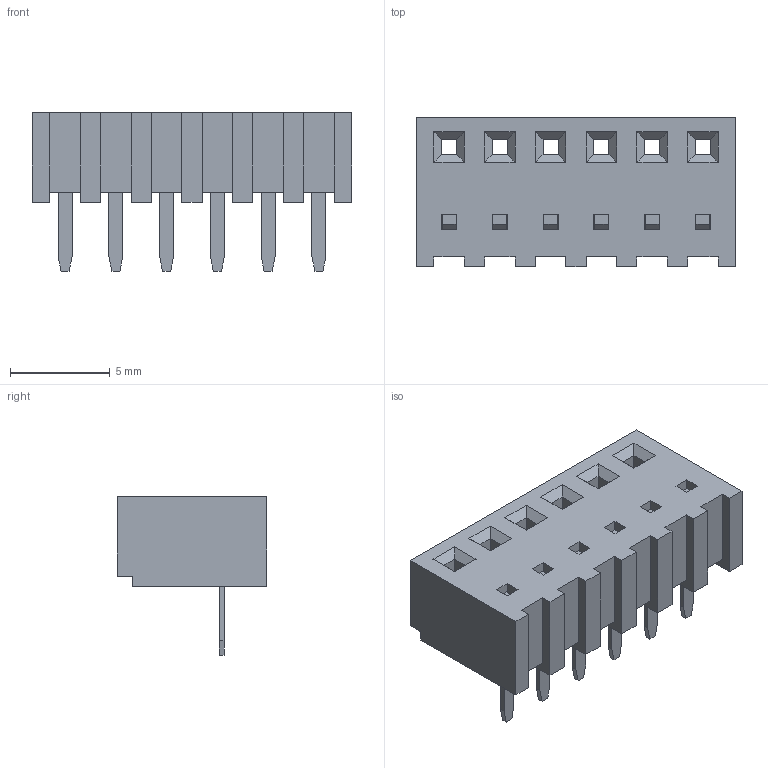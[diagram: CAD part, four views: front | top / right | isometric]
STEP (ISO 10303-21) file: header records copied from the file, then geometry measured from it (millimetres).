
FILE_DESCRIPTION( ( 'STEP AP214' ), '1' );
FILE_NAME( 'psolqas07561782411.stp', '2020-02-11T06:56:17', ( '' ), ( '' ), ' ', 'PARTsolutions', ' ' );
FILE_SCHEMA( ( 'AUTOMOTIVE_DESIGN { 1 0 10303 214 1 1 1 1 }' ) );
Length unit declared in the file: metre
Products named in the file (1): 1
Bounding box: 16 x 7.49 x 7.96 mm (x, y, z)
Volume: 462.3 mm3; surface area: 713.8 mm2
Topology: 1 solids, 1 shells, 188 faces, 534 edges, 348 vertices
Faces by surface type: plane 188
Entity records: 6033 total; most frequent: CARTESIAN_POINT 1071, ORIENTED_EDGE 1068, DIRECTION 912, EDGE_CURVE 534, LINE 534, VECTOR 534, VERTEX_POINT 348, EDGE_LOOP 224
